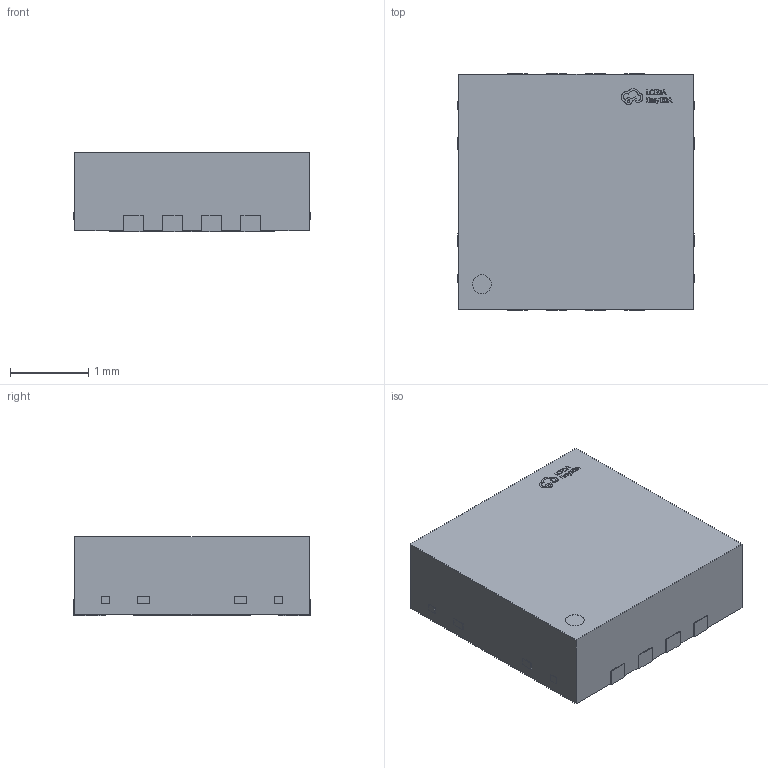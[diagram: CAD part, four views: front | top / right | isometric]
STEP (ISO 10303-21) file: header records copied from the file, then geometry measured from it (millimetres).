
FILE_DESCRIPTION (( 'STEP AP214' ), '1' );
FILE_NAME ('HVSON-8_L3.0-W3.0-P0.50-BL-EP.step', '2022-07-26T09:22:06', ( '' ), ( '' ), 'SwSTEP 2.0', 'SolidWorks 2020', '' );
FILE_SCHEMA (( 'AUTOMOTIVE_DESIGN' ));
Length unit declared in the file: millimetre
Products named in the file (1): HVSON-8_L3.0-W3.0-P0.50-BL-EP
Bounding box: 3.02 x 3.02 x 1.01 mm (x, y, z)
Volume: 9 mm3; surface area: 30.4 mm2
Topology: 14 solids, 14 shells, 392 faces, 1041 edges, 694 vertices
Faces by surface type: plane 270, bspline 112, cylinder 10
Entity records: 17724 total; most frequent: CARTESIAN_POINT 4232, ORIENTED_EDGE 2082, DIRECTION 1395, EDGE_CURVE 1041, LINE 793, VECTOR 793, VERTEX_POINT 694, EDGE_LOOP 421
